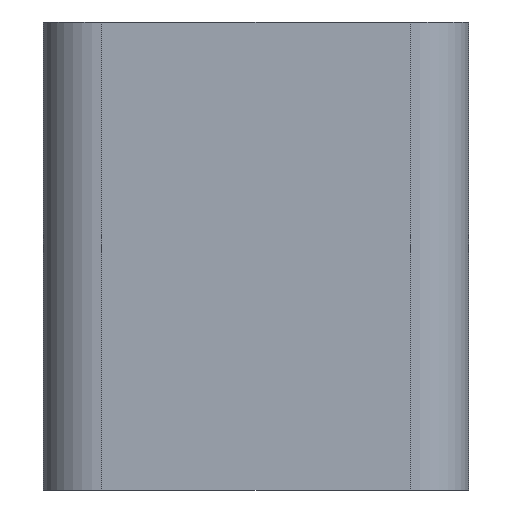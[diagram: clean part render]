
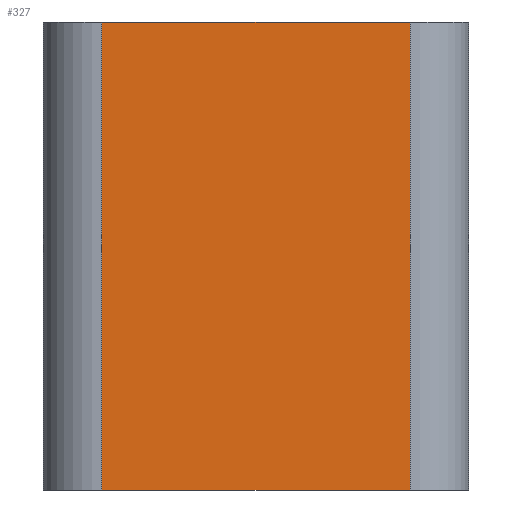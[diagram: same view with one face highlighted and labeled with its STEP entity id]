
A CAD part, left-side view. The second image highlights one B-rep face of the part: STEP entity #327.
In plain terms, the highlighted planar face has unit normal (-1, 0, 0).
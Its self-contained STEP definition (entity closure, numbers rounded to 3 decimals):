
#1 = DIRECTION ( 'NONE',  ( -1., 0., 0. ) ) ;
#4 = CARTESIAN_POINT ( 'NONE',  ( -40., 0., -22. ) ) ;
#72 = VECTOR ( 'NONE', #467, 1000. ) ;
#101 = CARTESIAN_POINT ( 'NONE',  ( -40., 0., 22. ) ) ;
#180 = ORIENTED_EDGE ( 'NONE', *, *, #701, .T. ) ;
#188 = ORIENTED_EDGE ( 'NONE', *, *, #335, .F. ) ;
#217 = VECTOR ( 'NONE', #362, 1000. ) ;
#238 = CARTESIAN_POINT ( 'NONE',  ( -40., 34.5, 22. ) ) ;
#299 = VERTEX_POINT ( 'NONE', #526 ) ;
#302 = DIRECTION ( 'NONE',  ( 0., 0., 1. ) ) ;
#313 = CARTESIAN_POINT ( 'NONE',  ( -40., 5.5, -22. ) ) ;
#327 = ADVANCED_FACE ( 'NONE', ( #688 ), #684, .T. ) ;
#335 = EDGE_CURVE ( 'NONE', #456, #812, #384, .T. ) ;
#362 = DIRECTION ( 'NONE',  ( 0., 0., -1. ) ) ;
#377 = VECTOR ( 'NONE', #550, 1000. ) ;
#384 = LINE ( 'NONE', #4, #72 ) ;
#386 = LINE ( 'NONE', #101, #932 ) ;
#440 = CARTESIAN_POINT ( 'NONE',  ( -40., 34.5, 22. ) ) ;
#456 = VERTEX_POINT ( 'NONE', #313 ) ;
#461 = ORIENTED_EDGE ( 'NONE', *, *, #776, .F. ) ;
#467 = DIRECTION ( 'NONE',  ( 0., 1., 0. ) ) ;
#470 = DIRECTION ( 'NONE',  ( 0., 1., 0. ) ) ;
#526 = CARTESIAN_POINT ( 'NONE',  ( -40., 5.5, 22. ) ) ;
#550 = DIRECTION ( 'NONE',  ( 0., 0., -1. ) ) ;
#599 = CARTESIAN_POINT ( 'NONE',  ( -40., 0., 22. ) ) ;
#622 = CARTESIAN_POINT ( 'NONE',  ( -40., 5.5, 22. ) ) ;
#683 = LINE ( 'NONE', #440, #217 ) ;
#684 = PLANE ( 'NONE',  #930 ) ;
#688 = FACE_OUTER_BOUND ( 'NONE', #875, .T. ) ;
#695 = CARTESIAN_POINT ( 'NONE',  ( -40., 34.5, -22. ) ) ;
#701 = EDGE_CURVE ( 'NONE', #760, #812, #683, .T. ) ;
#749 = EDGE_CURVE ( 'NONE', #299, #760, #386, .T. ) ;
#760 = VERTEX_POINT ( 'NONE', #238 ) ;
#769 = LINE ( 'NONE', #622, #377 ) ;
#776 = EDGE_CURVE ( 'NONE', #299, #456, #769, .T. ) ;
#778 = ORIENTED_EDGE ( 'NONE', *, *, #749, .T. ) ;
#812 = VERTEX_POINT ( 'NONE', #695 ) ;
#875 = EDGE_LOOP ( 'NONE', ( #188, #461, #778, #180 ) ) ;
#930 = AXIS2_PLACEMENT_3D ( 'NONE', #599, #1, #302 ) ;
#932 = VECTOR ( 'NONE', #470, 1000. ) ;
